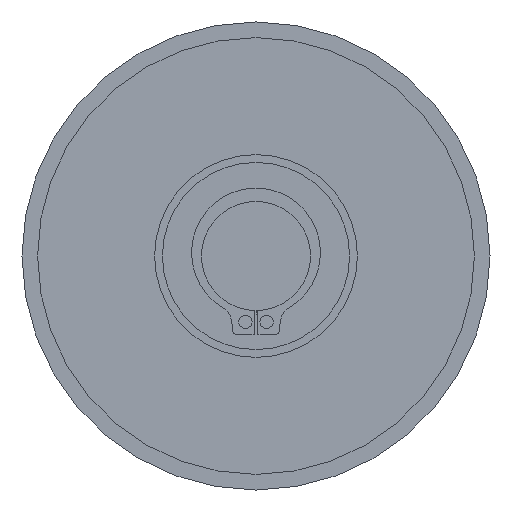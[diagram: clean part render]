
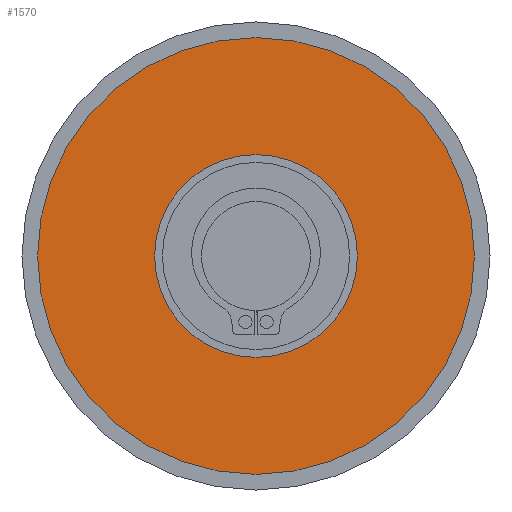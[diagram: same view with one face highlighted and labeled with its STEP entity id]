
A CAD part, front view. The second image highlights one B-rep face of the part: STEP entity #1570.
In plain terms, the highlighted face is planar.
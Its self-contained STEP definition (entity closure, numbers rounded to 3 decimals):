
#1559 = EDGE_LOOP ( 'NONE', ( #1567, #1568 ) ) ;
#1562 = EDGE_CURVE ( 'NONE', #1825, #1824, #2572, .T. ) ;
#1566 = EDGE_LOOP ( 'NONE', ( #1838, #1819 ) ) ;
#1567 = ORIENTED_EDGE ( 'NONE', *, *, #1909, .F. ) ;
#1568 = ORIENTED_EDGE ( 'NONE', *, *, #1569, .F. ) ;
#1569 = EDGE_CURVE ( 'NONE', #1798, #1910, #3521, .T. ) ;
#1570 = ADVANCED_FACE ( 'NONE', ( #3546, #3545 ), #3522, .F. ) ;
#1798 = VERTEX_POINT ( 'NONE', #2996 ) ;
#1811 = EDGE_CURVE ( 'NONE', #1824, #1825, #3118, .T. ) ;
#1819 = ORIENTED_EDGE ( 'NONE', *, *, #1811, .T. ) ;
#1824 = VERTEX_POINT ( 'NONE', #3089 ) ;
#1825 = VERTEX_POINT ( 'NONE', #3088 ) ;
#1838 = ORIENTED_EDGE ( 'NONE', *, *, #1562, .T. ) ;
#1909 = EDGE_CURVE ( 'NONE', #1910, #1798, #3247, .T. ) ;
#1910 = VERTEX_POINT ( 'NONE', #3242 ) ;
#2568 = DIRECTION ( 'NONE',  ( 0., 0., -1. ) ) ;
#2569 = CARTESIAN_POINT ( 'NONE',  ( 0., 0., 0. ) ) ;
#2570 = DIRECTION ( 'NONE',  ( -1., 0., 0. ) ) ;
#2572 = CIRCLE ( 'NONE', #2573, 13. ) ;
#2573 = AXIS2_PLACEMENT_3D ( 'NONE', #2569, #2568, #2570 ) ;
#2996 = CARTESIAN_POINT ( 'NONE',  ( 28., 0., 0. ) ) ;
#3088 = CARTESIAN_POINT ( 'NONE',  ( -13., 0., 0. ) ) ;
#3089 = CARTESIAN_POINT ( 'NONE',  ( 13., 0., 0. ) ) ;
#3104 = DIRECTION ( 'NONE',  ( -1., 0., 0. ) ) ;
#3105 = DIRECTION ( 'NONE',  ( 0., 0., -1. ) ) ;
#3116 = CARTESIAN_POINT ( 'NONE',  ( 0., 0., 0. ) ) ;
#3118 = CIRCLE ( 'NONE', #3217, 13. ) ;
#3217 = AXIS2_PLACEMENT_3D ( 'NONE', #3116, #3105, #3104 ) ;
#3242 = CARTESIAN_POINT ( 'NONE',  ( -28., 0., 0. ) ) ;
#3243 = DIRECTION ( 'NONE',  ( -1., 0., 0. ) ) ;
#3244 = DIRECTION ( 'NONE',  ( 0., 0., -1. ) ) ;
#3245 = CARTESIAN_POINT ( 'NONE',  ( 0., 0., 0. ) ) ;
#3246 = AXIS2_PLACEMENT_3D ( 'NONE', #3245, #3244, #3243 ) ;
#3247 = CIRCLE ( 'NONE', #3246, 28. ) ;
#3518 = CARTESIAN_POINT ( 'NONE',  ( 0., 0., 0. ) ) ;
#3519 = DIRECTION ( 'NONE',  ( 0., 0., -1. ) ) ;
#3520 = DIRECTION ( 'NONE',  ( -1., 0., 0. ) ) ;
#3521 = CIRCLE ( 'NONE', #3544, 28. ) ;
#3522 = PLANE ( 'NONE',  #3542 ) ;
#3539 = DIRECTION ( 'NONE',  ( -1., 0., 0. ) ) ;
#3540 = DIRECTION ( 'NONE',  ( 0., 0., -1. ) ) ;
#3541 = CARTESIAN_POINT ( 'NONE',  ( 13., 0., 0. ) ) ;
#3542 = AXIS2_PLACEMENT_3D ( 'NONE', #3541, #3540, #3539 ) ;
#3544 = AXIS2_PLACEMENT_3D ( 'NONE', #3518, #3519, #3520 ) ;
#3545 = FACE_BOUND ( 'NONE', #1566, .T. ) ;
#3546 = FACE_OUTER_BOUND ( 'NONE', #1559, .T. ) ;
